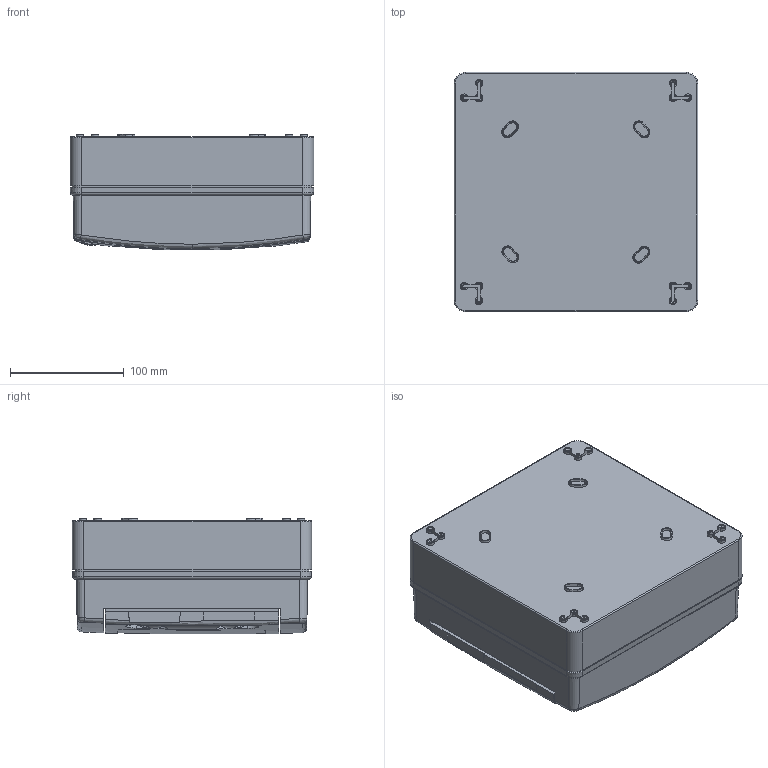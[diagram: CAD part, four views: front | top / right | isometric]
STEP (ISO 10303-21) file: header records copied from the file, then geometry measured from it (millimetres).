
FILE_DESCRIPTION((''),'2;1');
FILE_NAME('ASM0001_SW0003','2020-10-15T09:20:48',('User'),('Axiro Italia'),'CREO PARAMETRIC BY PTC INC, 2020074','CREO PARAMETRIC BY PTC INC, 2020074','');
FILE_SCHEMA(('CONFIG_CONTROL_DESIGN'));
Length unit declared in the file: millimetre
Products named in the file (1): ASM0001_SW0003
Bounding box: 214 x 210 x 101.82 mm (x, y, z)
Volume: 4175169.8 mm3; surface area: 188971 mm2
Topology: 1 solids, 1 shells, 330 faces, 837 edges, 528 vertices
Faces by surface type: plane 120, bspline 73, cylinder 67, cone 42, torus 20, sphere 8
Entity records: 14016 total; most frequent: CARTESIAN_POINT 6518, ORIENTED_EDGE 1674, DIRECTION 1403, EDGE_CURVE 837, VERTEX_POINT 528, AXIS2_PLACEMENT_3D 525, VECTOR 353, LINE 353
